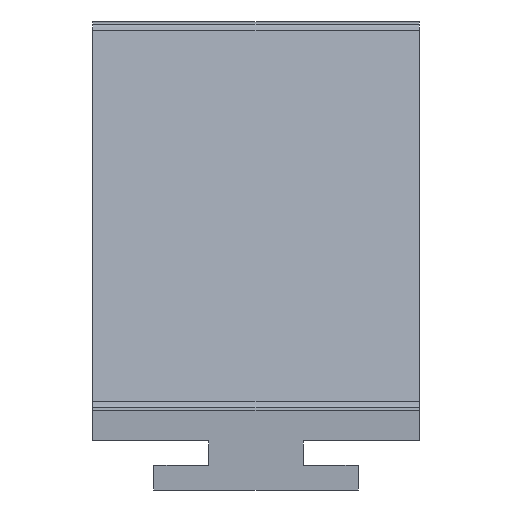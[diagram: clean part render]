
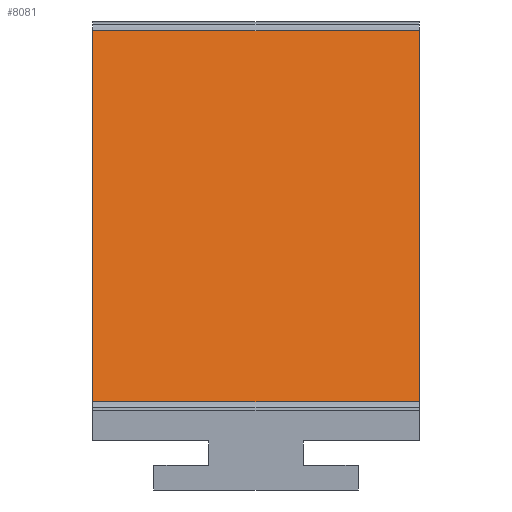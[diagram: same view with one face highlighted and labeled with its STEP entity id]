
A CAD part, front view. The second image highlights one B-rep face of the part: STEP entity #8081.
In plain terms, the highlighted planar face has unit normal (0, -0.988, 0.156).
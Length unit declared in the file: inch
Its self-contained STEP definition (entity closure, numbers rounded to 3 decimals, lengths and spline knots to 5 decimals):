
#8068=AXIS2_PLACEMENT_3D('Plane Axis2P3D',#8065,#8066,#8067) ;
#1484=CARTESIAN_POINT('Vertex',(1.76925,-25.62832,1.90449)) ;
#1487=CARTESIAN_POINT('Line Origine',(1.76925,-25.80805,0.76972)) ;
#1491=CARTESIAN_POINT('Vertex',(1.76925,-25.98778,-0.36506)) ;
#3175=CARTESIAN_POINT('Vertex',(-0.23075,-25.98778,-0.36506)) ;
#3178=CARTESIAN_POINT('Line Origine',(-0.23075,-25.80805,0.76972)) ;
#3182=CARTESIAN_POINT('Vertex',(-0.23075,-25.62832,1.90449)) ;
#8055=CARTESIAN_POINT('Control Point',(1.76925,-25.62832,1.90449)) ;
#8056=CARTESIAN_POINT('Control Point',(-0.23075,-25.62832,1.90449)) ;
#8065=CARTESIAN_POINT('Axis2P3D Location',(1.77319,-25.99674,-0.42167)) ;
#8070=CARTESIAN_POINT('Line Origine',(0.76925,-25.98778,-0.36506)) ;
#1488=DIRECTION('Vector Direction',(0.,-0.156,-0.988)) ;
#3179=DIRECTION('Vector Direction',(0.,-0.156,-0.988)) ;
#8066=DIRECTION('Axis2P3D Direction',(0.,-0.988,0.156)) ;
#8067=DIRECTION('Axis2P3D XDirection',(0.,0.156,0.988)) ;
#8071=DIRECTION('Vector Direction',(-1.,0.,0.)) ;
#1489=VECTOR('Line Direction',#1488,0.03937) ;
#3180=VECTOR('Line Direction',#3179,0.03937) ;
#8072=VECTOR('Line Direction',#8071,0.03937) ;
#8076=ORIENTED_EDGE('',*,*,#8057,.T.) ;
#8077=ORIENTED_EDGE('',*,*,#3184,.T.) ;
#8078=ORIENTED_EDGE('',*,*,#8074,.F.) ;
#8079=ORIENTED_EDGE('',*,*,#1493,.F.) ;
#8081=ADVANCED_FACE('R3',(#8080),#8069,.T.) ;
#1493=EDGE_CURVE('',#1485,#1492,#1490,.T.) ;
#3184=EDGE_CURVE('',#3183,#3176,#3181,.T.) ;
#8057=EDGE_CURVE('',#1485,#3183,#8054,.T.) ;
#8074=EDGE_CURVE('',#1492,#3176,#8073,.T.) ;
#8075=EDGE_LOOP('',(#8076,#8077,#8078,#8079)) ;
#8080=FACE_OUTER_BOUND('',#8075,.T.) ;
#1490=LINE('Line',#1487,#1489) ;
#3181=LINE('Line',#3178,#3180) ;
#8073=LINE('Line',#8070,#8072) ;
#8069=PLANE('',#8068) ;
#1485=VERTEX_POINT('',#1484) ;
#1492=VERTEX_POINT('',#1491) ;
#3176=VERTEX_POINT('',#3175) ;
#3183=VERTEX_POINT('',#3182) ;
#8054=(BOUNDED_CURVE()B_SPLINE_CURVE(1,(#8055,#8056),.UNSPECIFIED.,.F.,.U.)B_SPLINE_CURVE_WITH_KNOTS((2,2),(0.1,50.9),.UNSPECIFIED.)CURVE()GEOMETRIC_REPRESENTATION_ITEM()RATIONAL_B_SPLINE_CURVE((0.939,0.939))REPRESENTATION_ITEM('')) ;
